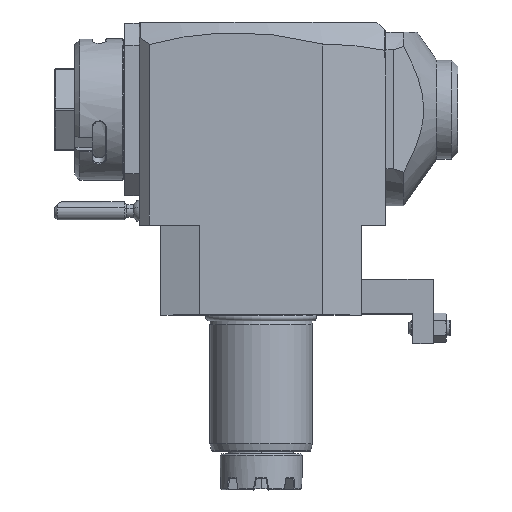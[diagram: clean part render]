
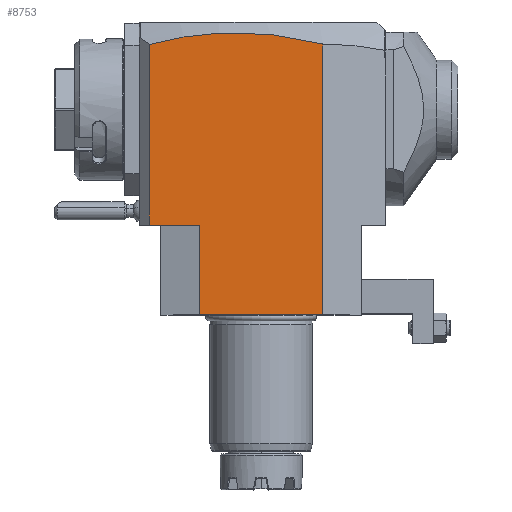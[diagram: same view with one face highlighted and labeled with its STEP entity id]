
A CAD part, top view. The second image highlights one B-rep face of the part: STEP entity #8753.
In plain terms, the highlighted planar face has unit normal (0, 0, 1).
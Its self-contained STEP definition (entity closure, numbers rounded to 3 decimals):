
#1=DIRECTION('',(-1.,0.,0.));
#2=VECTOR('',#1,48.);
#3=CARTESIAN_POINT('',(24.,0.,37.5));
#4=LINE('',#3,#2);
#43=DIRECTION('',(-1.,0.,0.));
#44=VECTOR('',#43,19.5);
#45=CARTESIAN_POINT('',(-24.,35.,37.5));
#46=LINE('',#45,#44);
#47=DIRECTION('',(0.,1.,0.));
#48=VECTOR('',#47,70.258);
#49=CARTESIAN_POINT('',(-43.5,35.,37.5));
#50=LINE('',#49,#48);
#51=CARTESIAN_POINT('',(24.,105.435,37.5));
#52=CARTESIAN_POINT('',(18.371,106.939,37.5));
#53=CARTESIAN_POINT('',(7.115,109.162,37.5));
#54=CARTESIAN_POINT('',(-9.762,110.233,37.5));
#55=CARTESIAN_POINT('',(-26.635,109.072,37.5));
#56=CARTESIAN_POINT('',(-37.879,106.791,37.5));
#57=CARTESIAN_POINT('',(-43.5,105.258,37.5));
#59=DIRECTION('',(0.,-1.,0.));
#60=VECTOR('',#59,105.435);
#61=CARTESIAN_POINT('',(24.,105.435,37.5));
#62=LINE('',#61,#60);
#4969=DIRECTION('',(0.,-1.,0.));
#4970=VECTOR('',#4969,35.);
#4971=CARTESIAN_POINT('',(-24.,35.,37.5));
#4972=LINE('',#4971,#4970);
#8085=VERTEX_POINT('',#51);
#8086=VERTEX_POINT('',#57);
#8418=CARTESIAN_POINT('',(-43.5,35.,37.5));
#8420=VERTEX_POINT('',#8418);
#8453=CARTESIAN_POINT('',(24.,0.,37.5));
#8454=CARTESIAN_POINT('',(-24.,0.,37.5));
#8455=VERTEX_POINT('',#8453);
#8456=VERTEX_POINT('',#8454);
#8695=CARTESIAN_POINT('',(-24.,35.,37.5));
#8696=VERTEX_POINT('',#8695);
#8735=CARTESIAN_POINT('',(-39.202,35.,37.5));
#8736=DIRECTION('',(0.,0.,1.));
#8737=DIRECTION('',(1.,0.,0.));
#8738=AXIS2_PLACEMENT_3D('',#8735,#8736,#8737);
#8739=PLANE('',#8738);
#8741=ORIENTED_EDGE('',*,*,#8740,.T.);
#8743=ORIENTED_EDGE('',*,*,#8742,.T.);
#8745=ORIENTED_EDGE('',*,*,#8744,.F.);
#8747=ORIENTED_EDGE('',*,*,#8746,.T.);
#8748=ORIENTED_EDGE('',*,*,#8704,.T.);
#8750=ORIENTED_EDGE('',*,*,#8749,.F.);
#8751=EDGE_LOOP('',(#8741,#8743,#8745,#8747,#8748,#8750));
#8752=FACE_OUTER_BOUND('',#8751,.F.);
#58=B_SPLINE_CURVE_WITH_KNOTS('',3,(#51,#52,#53,#54,#55,#56,#57),.UNSPECIFIED.,
.F.,.F.,(4,1,1,1,4),(0.,0.25,0.5,0.75,1.),.UNSPECIFIED.);
#8704=EDGE_CURVE('',#8455,#8456,#4,.T.);
#8740=EDGE_CURVE('',#8696,#8420,#46,.T.);
#8742=EDGE_CURVE('',#8420,#8086,#50,.T.);
#8744=EDGE_CURVE('',#8085,#8086,#58,.T.);
#8746=EDGE_CURVE('',#8085,#8455,#62,.T.);
#8749=EDGE_CURVE('',#8696,#8456,#4972,.T.);
#8753=ADVANCED_FACE('',(#8752),#8739,.T.);
